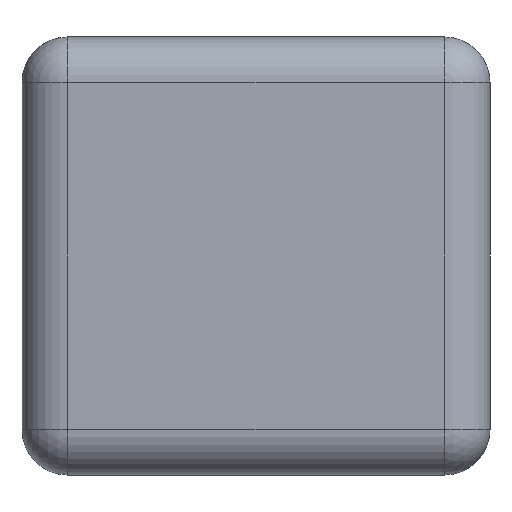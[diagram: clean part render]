
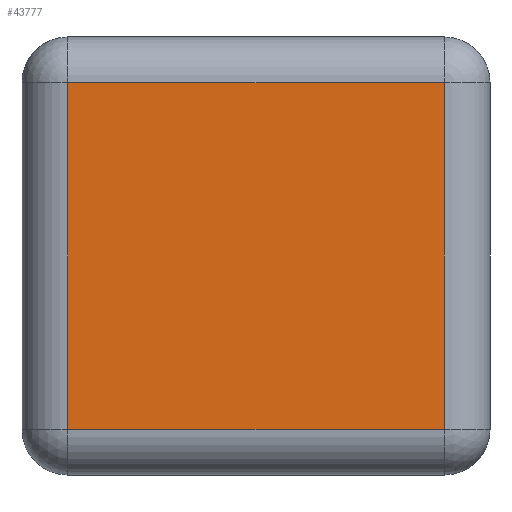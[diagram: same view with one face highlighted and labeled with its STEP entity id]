
A CAD part, front view. The second image highlights one B-rep face of the part: STEP entity #43777.
In plain terms, the highlighted planar face has unit normal (0, -1, 0).
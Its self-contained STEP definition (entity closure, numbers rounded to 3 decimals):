
#3596 = LINE ( 'NONE', #21431, #38612 ) ;
#6880 = VERTEX_POINT ( 'NONE', #22065 ) ;
#7362 = DIRECTION ( 'NONE',  ( -1., 0., 0. ) ) ;
#7841 = EDGE_CURVE ( 'NONE', #43873, #51202, #22183, .T. ) ;
#8112 = ORIENTED_EDGE ( 'NONE', *, *, #15132, .T. ) ;
#8653 = PLANE ( 'NONE',  #31721 ) ;
#11965 = DIRECTION ( 'NONE',  ( 1., 0., 0. ) ) ;
#15132 = EDGE_CURVE ( 'NONE', #51202, #6880, #50349, .T. ) ;
#16131 = VERTEX_POINT ( 'NONE', #28217 ) ;
#16638 = ORIENTED_EDGE ( 'NONE', *, *, #7841, .T. ) ;
#17297 = DIRECTION ( 'NONE',  ( 0., 0., 1. ) ) ;
#17577 = CARTESIAN_POINT ( 'NONE',  ( 329.865, -413.765, 0. ) ) ;
#17602 = DIRECTION ( 'NONE',  ( 0., 0., -1. ) ) ;
#17979 = LINE ( 'NONE', #26348, #36794 ) ;
#19656 = ORIENTED_EDGE ( 'NONE', *, *, #53722, .T. ) ;
#20449 = ORIENTED_EDGE ( 'NONE', *, *, #28553, .T. ) ;
#21431 = CARTESIAN_POINT ( 'NONE',  ( 0., -413.765, -303.614 ) ) ;
#22065 = CARTESIAN_POINT ( 'NONE',  ( -329.865, -413.765, 303.614 ) ) ;
#22183 = LINE ( 'NONE', #17577, #51912 ) ;
#23395 = EDGE_LOOP ( 'NONE', ( #16638, #8112, #19656, #20449 ) ) ;
#26348 = CARTESIAN_POINT ( 'NONE',  ( -329.865, -413.765, 0. ) ) ;
#27962 = CARTESIAN_POINT ( 'NONE',  ( 329.865, -413.765, -303.614 ) ) ;
#28217 = CARTESIAN_POINT ( 'NONE',  ( -329.865, -413.765, -303.614 ) ) ;
#28553 = EDGE_CURVE ( 'NONE', #16131, #43873, #3596, .T. ) ;
#29546 = CARTESIAN_POINT ( 'NONE',  ( 0., -413.765, 303.614 ) ) ;
#31721 = AXIS2_PLACEMENT_3D ( 'NONE', #49040, #48765, #17602 ) ;
#35351 = VECTOR ( 'NONE', #7362, 1000. ) ;
#35786 = FACE_OUTER_BOUND ( 'NONE', #23395, .T. ) ;
#36794 = VECTOR ( 'NONE', #43953, 1000. ) ;
#38612 = VECTOR ( 'NONE', #11965, 1000. ) ;
#43777 = ADVANCED_FACE ( 'NONE', ( #35786 ), #8653, .T. ) ;
#43873 = VERTEX_POINT ( 'NONE', #27962 ) ;
#43953 = DIRECTION ( 'NONE',  ( 0., 0., -1. ) ) ;
#48139 = CARTESIAN_POINT ( 'NONE',  ( 329.865, -413.765, 303.614 ) ) ;
#48765 = DIRECTION ( 'NONE',  ( 0., -1., 0. ) ) ;
#49040 = CARTESIAN_POINT ( 'NONE',  ( 0., -413.765, 0. ) ) ;
#50349 = LINE ( 'NONE', #29546, #35351 ) ;
#51202 = VERTEX_POINT ( 'NONE', #48139 ) ;
#51912 = VECTOR ( 'NONE', #17297, 1000. ) ;
#53722 = EDGE_CURVE ( 'NONE', #6880, #16131, #17979, .T. ) ;
